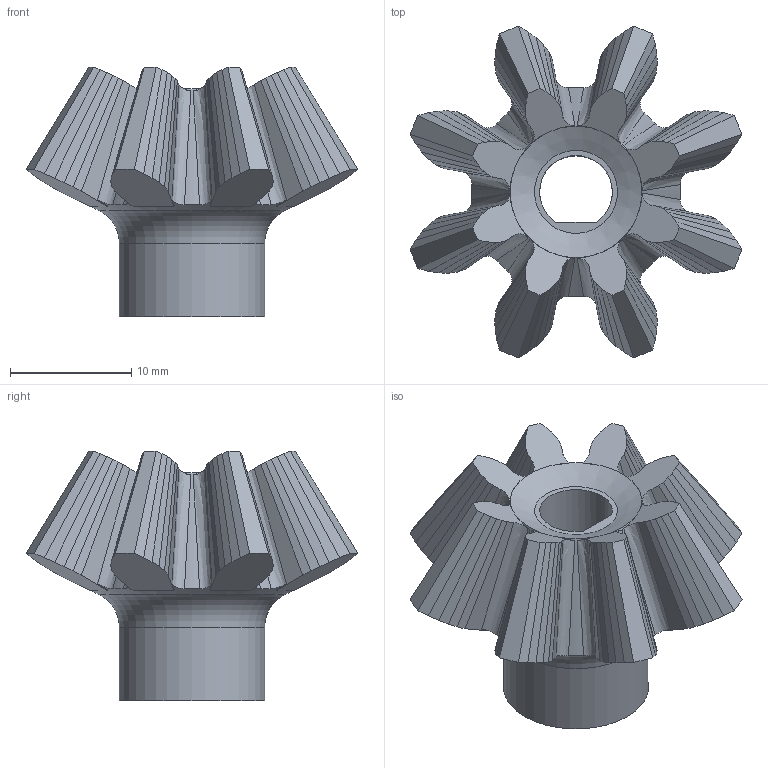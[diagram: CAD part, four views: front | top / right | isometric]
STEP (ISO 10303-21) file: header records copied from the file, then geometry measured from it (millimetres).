
FILE_DESCRIPTION(/* description */ ('STEP AP242','CAx-IF Rec.Pracs.---Representation and Presentation of Product Manufacturing Information (PMI)---4.0---2014-10-13','CAx-IF Rec.Pracs.---3D Tessellated Geometry---0.4---2014-09-14','2;1'),/* implementation_level */ '2;1');
FILE_NAME(/* name */ '62ebf47d0e8621560816784f',/* time_stamp */ '2022-08-04T16:31:57+00:00',/* author */ (''),/* organization */ (''),/* preprocessor_version */ 'ST-DEVELOPER v18.102',/* originating_system */ ' ',/* authorisation */ ' ');
FILE_SCHEMA (('AP242_MANAGED_MODEL_BASED_3D_ENGINEERING_MIM_LF { 1 0 10303 442 1 1 4 }'));
Length unit declared in the file: metre
Products named in the file (1): Gear 2
Bounding box: 27.41 x 27.41 x 20.64 mm (x, y, z)
Volume: 3531.5 mm3; surface area: 2388.2 mm2
Topology: 1 solids, 1 shells, 169 faces, 483 edges, 316 vertices
Faces by surface type: plane 140, bspline 16, cone 10, cylinder 2, torus 1
Full cylindrical faces by diameter (mm): 6 x1, 12 x1
Entity records: 5594 total; most frequent: CARTESIAN_POINT 1390, ORIENTED_EDGE 950, DIRECTION 742, EDGE_CURVE 475, LINE 356, VECTOR 356, VERTEX_POINT 313, AXIS2_PLACEMENT_3D 193
